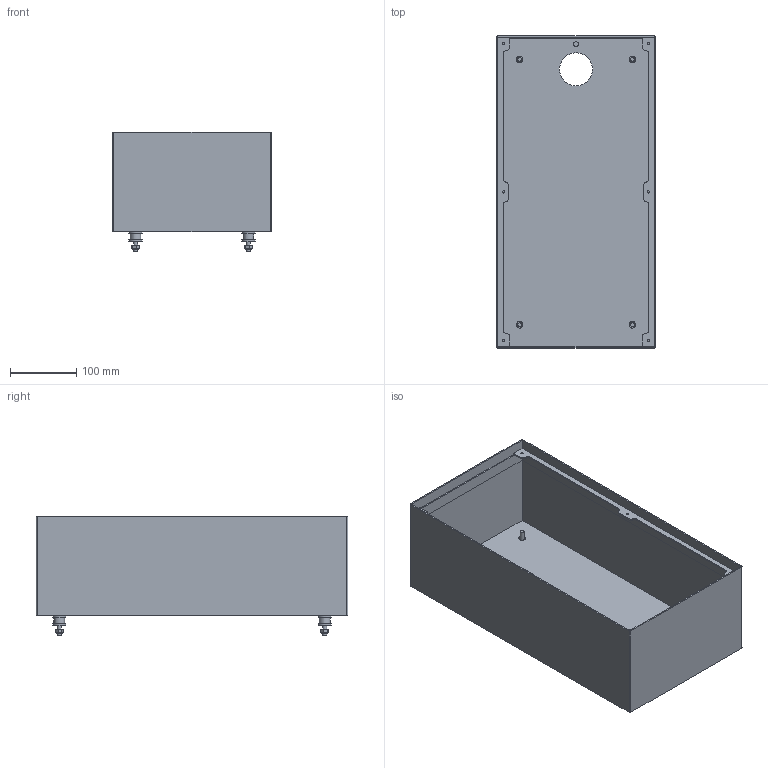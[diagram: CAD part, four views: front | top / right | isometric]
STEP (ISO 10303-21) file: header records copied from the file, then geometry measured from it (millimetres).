
FILE_DESCRIPTION (( 'STEP AP203' ), '1' );
FILE_NAME ('MZW8740-電器控制箱(WPC2000).STEP', '2023-09-28T07:59:24', ( '' ), ( '' ), 'SwSTEP 2.0', 'SolidWorks 2018', '' );
FILE_SCHEMA (( 'CONFIG_CONTROL_DESIGN' ));
Length unit declared in the file: millimetre
Products named in the file (1): MZW8740-電器控制箱(WPC2000)
Bounding box: 240 x 470 x 180 mm (x, y, z)
Volume: 718081.5 mm3; surface area: 689956.9 mm2
Topology: 10 solids, 10 shells, 157 faces, 349 edges, 230 vertices
Faces by surface type: plane 93, cylinder 56, cone 8
Full cylindrical faces by diameter (mm): 3.3 x6, 5 x4, 6 x8, 7 x1, 10 x4, 16 x4, 20 x8, 50 x1
Entity records: 4585 total; most frequent: CARTESIAN_POINT 1123, DIRECTION 692, ORIENTED_EDGE 608, EDGE_CURVE 304, AXIS2_PLACEMENT_3D 278, EDGE_LOOP 249, VERTEX_POINT 229, FACE_OUTER_BOUND 193
